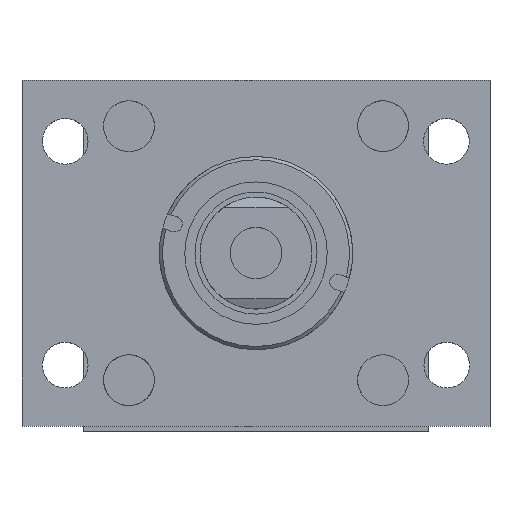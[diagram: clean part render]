
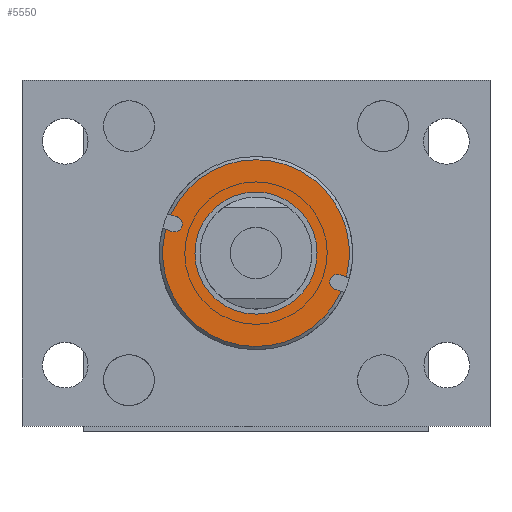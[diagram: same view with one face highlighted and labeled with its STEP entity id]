
A CAD part, top view. The second image highlights one B-rep face of the part: STEP entity #5550.
In plain terms, the highlighted face is planar.
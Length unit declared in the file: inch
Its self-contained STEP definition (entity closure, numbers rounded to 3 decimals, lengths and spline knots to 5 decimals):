
#57 = DIRECTION ( 'NONE',  ( 0., 0., -1. ) ) ;
#59 = CARTESIAN_POINT ( 'NONE',  ( 9.17484, 17.5298, -0.094 ) ) ;
#104 = AXIS2_PLACEMENT_3D ( 'NONE', #5498, #4946, #3269 ) ;
#242 = PLANE ( 'NONE',  #2069 ) ;
#265 = DIRECTION ( 'NONE',  ( 0., 0., 1. ) ) ;
#424 = LINE ( 'NONE', #59, #8689 ) ;
#510 = EDGE_CURVE ( 'NONE', #8090, #9497, #10128, .T. ) ;
#524 = EDGE_CURVE ( 'NONE', #8118, #2343, #3222, .T. ) ;
#580 = VERTEX_POINT ( 'NONE', #715 ) ;
#582 = FACE_OUTER_BOUND ( 'NONE', #1758, .T. ) ;
#715 = CARTESIAN_POINT ( 'NONE',  ( 9.17484, 17.4443, -0.094 ) ) ;
#753 = EDGE_CURVE ( 'NONE', #5973, #9590, #1218, .T. ) ;
#1218 = LINE ( 'NONE', #9087, #2471 ) ;
#1438 = DIRECTION ( 'NONE',  ( 0., 0., 1. ) ) ;
#1514 = CARTESIAN_POINT ( 'NONE',  ( 9.17484, 15.3203, -0.094 ) ) ;
#1542 = CARTESIAN_POINT ( 'NONE',  ( 9.17484, 16.3823, 0. ) ) ;
#1584 = CARTESIAN_POINT ( 'NONE',  ( 9.17484, 16.3823, 0. ) ) ;
#1748 = DIRECTION ( 'NONE',  ( -1., 0., 0. ) ) ;
#1758 = EDGE_LOOP ( 'NONE', ( #3801, #5300, #6582, #3945, #1813, #8188, #9854, #8078, #6949 ) ) ;
#1789 = DIRECTION ( 'NONE',  ( 0., 1., 0. ) ) ;
#1813 = ORIENTED_EDGE ( 'NONE', *, *, #753, .F. ) ;
#2069 = AXIS2_PLACEMENT_3D ( 'NONE', #3346, #5710, #1789 ) ;
#2247 = CARTESIAN_POINT ( 'NONE',  ( 9.17484, 17.5298, -0.094 ) ) ;
#2343 = VERTEX_POINT ( 'NONE', #1514 ) ;
#2403 = DIRECTION ( 'NONE',  ( 0., -1., 0. ) ) ;
#2471 = VECTOR ( 'NONE', #9833, 39.37008 ) ;
#2492 = EDGE_CURVE ( 'NONE', #6455, #5516, #6474, .T. ) ;
#2813 = CARTESIAN_POINT ( 'NONE',  ( 9.17484, 16.3823, -0.75 ) ) ;
#3181 = EDGE_CURVE ( 'NONE', #5516, #8118, #6341, .T. ) ;
#3222 = LINE ( 'NONE', #2247, #8141 ) ;
#3269 = DIRECTION ( 'NONE',  ( 0., 0., 1. ) ) ;
#3281 = CARTESIAN_POINT ( 'NONE',  ( 9.17484, 17.4443, 0.094 ) ) ;
#3346 = CARTESIAN_POINT ( 'NONE',  ( 9.17484, 17.5298, 0. ) ) ;
#3370 = EDGE_CURVE ( 'NONE', #9497, #8090, #10179, .T. ) ;
#3536 = CARTESIAN_POINT ( 'NONE',  ( 9.17484, 17.4443, 0. ) ) ;
#3602 = VERTEX_POINT ( 'NONE', #3281 ) ;
#3801 = ORIENTED_EDGE ( 'NONE', *, *, #2492, .T. ) ;
#3860 = EDGE_CURVE ( 'NONE', #3602, #580, #9040, .T. ) ;
#3930 = DIRECTION ( 'NONE',  ( 1., 0., 0. ) ) ;
#3945 = ORIENTED_EDGE ( 'NONE', *, *, #7731, .T. ) ;
#4205 = DIRECTION ( 'NONE',  ( -1., 0., 0. ) ) ;
#4230 = CIRCLE ( 'NONE', #4983, 0.094 ) ;
#4380 = VERTEX_POINT ( 'NONE', #8006 ) ;
#4712 = CARTESIAN_POINT ( 'NONE',  ( 9.17484, 15.3203, 0. ) ) ;
#4937 = DIRECTION ( 'NONE',  ( 0., 0., 1. ) ) ;
#4945 = VECTOR ( 'NONE', #7619, 39.37008 ) ;
#4946 = DIRECTION ( 'NONE',  ( -1., 0., 0. ) ) ;
#4983 = AXIS2_PLACEMENT_3D ( 'NONE', #4712, #3930, #57 ) ;
#5300 = ORIENTED_EDGE ( 'NONE', *, *, #3181, .T. ) ;
#5498 = CARTESIAN_POINT ( 'NONE',  ( 9.17484, 16.3823, 0. ) ) ;
#5516 = VERTEX_POINT ( 'NONE', #8917 ) ;
#5550 = ADVANCED_FACE ( 'NONE', ( #582, #9567 ), #242, .F. ) ;
#5702 = AXIS2_PLACEMENT_3D ( 'NONE', #8446, #9243, #1438 ) ;
#5710 = DIRECTION ( 'NONE',  ( 1., 0., 0. ) ) ;
#5784 = DIRECTION ( 'NONE',  ( 1., 0., 0. ) ) ;
#5973 = VERTEX_POINT ( 'NONE', #9360 ) ;
#6234 = DIRECTION ( 'NONE',  ( 0., 0., 1. ) ) ;
#6265 = DIRECTION ( 'NONE',  ( 0., 1., 0. ) ) ;
#6341 = CIRCLE ( 'NONE', #9095, 1.1475 ) ;
#6455 = VERTEX_POINT ( 'NONE', #6889 ) ;
#6474 = CIRCLE ( 'NONE', #6518, 1.1475 ) ;
#6518 = AXIS2_PLACEMENT_3D ( 'NONE', #1584, #1748, #4937 ) ;
#6582 = ORIENTED_EDGE ( 'NONE', *, *, #524, .T. ) ;
#6658 = DIRECTION ( 'NONE',  ( 0., 0., -1. ) ) ;
#6669 = EDGE_CURVE ( 'NONE', #6455, #580, #424, .T. ) ;
#6721 = EDGE_CURVE ( 'NONE', #5973, #4380, #6831, .T. ) ;
#6831 = CIRCLE ( 'NONE', #104, 1.1475 ) ;
#6889 = CARTESIAN_POINT ( 'NONE',  ( 9.17484, 17.52594, -0.094 ) ) ;
#6949 = ORIENTED_EDGE ( 'NONE', *, *, #6669, .F. ) ;
#6985 = CARTESIAN_POINT ( 'NONE',  ( 9.17484, 15.23865, -0.094 ) ) ;
#7047 = LINE ( 'NONE', #10061, #4945 ) ;
#7381 = ORIENTED_EDGE ( 'NONE', *, *, #510, .F. ) ;
#7619 = DIRECTION ( 'NONE',  ( 0., -1., 0. ) ) ;
#7731 = EDGE_CURVE ( 'NONE', #2343, #9590, #4230, .T. ) ;
#8006 = CARTESIAN_POINT ( 'NONE',  ( 9.17484, 17.52594, 0.094 ) ) ;
#8078 = ORIENTED_EDGE ( 'NONE', *, *, #3860, .T. ) ;
#8090 = VERTEX_POINT ( 'NONE', #2813 ) ;
#8118 = VERTEX_POINT ( 'NONE', #6985 ) ;
#8141 = VECTOR ( 'NONE', #6265, 39.37008 ) ;
#8188 = ORIENTED_EDGE ( 'NONE', *, *, #6721, .T. ) ;
#8446 = CARTESIAN_POINT ( 'NONE',  ( 9.17484, 16.3823, 0. ) ) ;
#8689 = VECTOR ( 'NONE', #2403, 39.37008 ) ;
#8706 = ORIENTED_EDGE ( 'NONE', *, *, #3370, .F. ) ;
#8909 = AXIS2_PLACEMENT_3D ( 'NONE', #3536, #5784, #6658 ) ;
#8917 = CARTESIAN_POINT ( 'NONE',  ( 9.17484, 16.3823, -1.1475 ) ) ;
#8956 = CARTESIAN_POINT ( 'NONE',  ( 9.17484, 16.3823, 0. ) ) ;
#9040 = CIRCLE ( 'NONE', #8909, 0.094 ) ;
#9047 = EDGE_CURVE ( 'NONE', #4380, #3602, #7047, .T. ) ;
#9087 = CARTESIAN_POINT ( 'NONE',  ( 9.17484, 17.5298, 0.094 ) ) ;
#9095 = AXIS2_PLACEMENT_3D ( 'NONE', #8956, #4205, #265 ) ;
#9204 = AXIS2_PLACEMENT_3D ( 'NONE', #1542, #10144, #6234 ) ;
#9243 = DIRECTION ( 'NONE',  ( -1., 0., 0. ) ) ;
#9334 = CARTESIAN_POINT ( 'NONE',  ( 9.17484, 15.3203, 0.094 ) ) ;
#9360 = CARTESIAN_POINT ( 'NONE',  ( 9.17484, 15.23865, 0.094 ) ) ;
#9497 = VERTEX_POINT ( 'NONE', #9979 ) ;
#9567 = FACE_BOUND ( 'NONE', #9706, .T. ) ;
#9590 = VERTEX_POINT ( 'NONE', #9334 ) ;
#9706 = EDGE_LOOP ( 'NONE', ( #8706, #7381 ) ) ;
#9833 = DIRECTION ( 'NONE',  ( 0., 1., 0. ) ) ;
#9854 = ORIENTED_EDGE ( 'NONE', *, *, #9047, .T. ) ;
#9979 = CARTESIAN_POINT ( 'NONE',  ( 9.17484, 16.3823, 0.75 ) ) ;
#10061 = CARTESIAN_POINT ( 'NONE',  ( 9.17484, 17.5298, 0.094 ) ) ;
#10128 = CIRCLE ( 'NONE', #9204, 0.75 ) ;
#10144 = DIRECTION ( 'NONE',  ( -1., 0., 0. ) ) ;
#10179 = CIRCLE ( 'NONE', #5702, 0.75 ) ;
